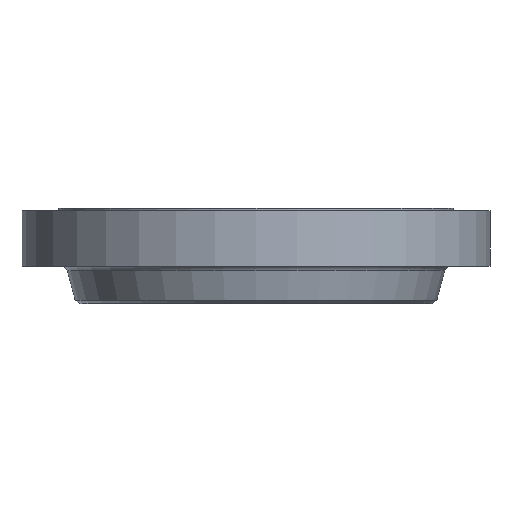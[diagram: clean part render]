
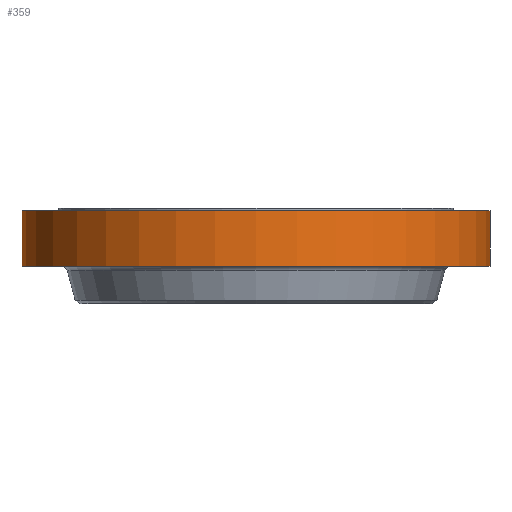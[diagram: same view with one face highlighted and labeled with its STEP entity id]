
A CAD part, front view. The second image highlights one B-rep face of the part: STEP entity #359.
In plain terms, the highlighted cylindrical face has radius 727.075 mm (diameter 1454.15 mm), a partial arc.
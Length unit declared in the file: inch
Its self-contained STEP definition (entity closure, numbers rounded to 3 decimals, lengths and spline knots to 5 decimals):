
#32 = CARTESIAN_POINT ( 'NONE',  ( -28.625, 0., -7.0625 ) ) ;
#48 = AXIS2_PLACEMENT_3D ( 'NONE', #271, #1384, #2745 ) ;
#169 = AXIS2_PLACEMENT_3D ( 'NONE', #859, #1277, #2172 ) ;
#270 = VERTEX_POINT ( 'NONE', #415 ) ;
#271 = CARTESIAN_POINT ( 'NONE',  ( 0., 0., -7.0625 ) ) ;
#282 = AXIS2_PLACEMENT_3D ( 'NONE', #489, #1191, #1202 ) ;
#359 = ADVANCED_FACE ( 'NONE', ( #2188 ), #1536, .T. ) ;
#384 = EDGE_CURVE ( 'NONE', #270, #627, #1178, .T. ) ;
#415 = CARTESIAN_POINT ( 'NONE',  ( 28.625, 0., -7.0625 ) ) ;
#489 = CARTESIAN_POINT ( 'NONE',  ( 0., 0., -0.25 ) ) ;
#627 = VERTEX_POINT ( 'NONE', #1294 ) ;
#710 = VECTOR ( 'NONE', #961, 39.37008 ) ;
#716 = VERTEX_POINT ( 'NONE', #32 ) ;
#859 = CARTESIAN_POINT ( 'NONE',  ( 0., 0., 0. ) ) ;
#883 = EDGE_CURVE ( 'NONE', #716, #1955, #964, .T. ) ;
#961 = DIRECTION ( 'NONE',  ( 0., 0., 1. ) ) ;
#964 = LINE ( 'NONE', #2332, #2497 ) ;
#966 = CIRCLE ( 'NONE', #48, 28.625 ) ;
#1161 = CIRCLE ( 'NONE', #282, 28.625 ) ;
#1178 = LINE ( 'NONE', #1385, #710 ) ;
#1191 = DIRECTION ( 'NONE',  ( 0., 0., 1. ) ) ;
#1202 = DIRECTION ( 'NONE',  ( 1., 0., 0. ) ) ;
#1277 = DIRECTION ( 'NONE',  ( 0., 0., 1. ) ) ;
#1294 = CARTESIAN_POINT ( 'NONE',  ( 28.625, 0., -0.25 ) ) ;
#1384 = DIRECTION ( 'NONE',  ( 0., 0., 1. ) ) ;
#1385 = CARTESIAN_POINT ( 'NONE',  ( 28.625, 0., 0. ) ) ;
#1450 = DIRECTION ( 'NONE',  ( 0., 0., 1. ) ) ;
#1536 = CYLINDRICAL_SURFACE ( 'NONE', #169, 28.625 ) ;
#1605 = EDGE_LOOP ( 'NONE', ( #2770, #1829, #2712, #2740 ) ) ;
#1829 = ORIENTED_EDGE ( 'NONE', *, *, #2069, .T. ) ;
#1955 = VERTEX_POINT ( 'NONE', #2839 ) ;
#2069 = EDGE_CURVE ( 'NONE', #716, #270, #966, .T. ) ;
#2172 = DIRECTION ( 'NONE',  ( 1., 0., 0. ) ) ;
#2188 = FACE_OUTER_BOUND ( 'NONE', #1605, .T. ) ;
#2332 = CARTESIAN_POINT ( 'NONE',  ( -28.625, 0., 0. ) ) ;
#2497 = VECTOR ( 'NONE', #1450, 39.37008 ) ;
#2554 = EDGE_CURVE ( 'NONE', #1955, #627, #1161, .T. ) ;
#2712 = ORIENTED_EDGE ( 'NONE', *, *, #384, .T. ) ;
#2740 = ORIENTED_EDGE ( 'NONE', *, *, #2554, .F. ) ;
#2745 = DIRECTION ( 'NONE',  ( 1., 0., 0. ) ) ;
#2770 = ORIENTED_EDGE ( 'NONE', *, *, #883, .F. ) ;
#2839 = CARTESIAN_POINT ( 'NONE',  ( -28.625, 0., -0.25 ) ) ;
